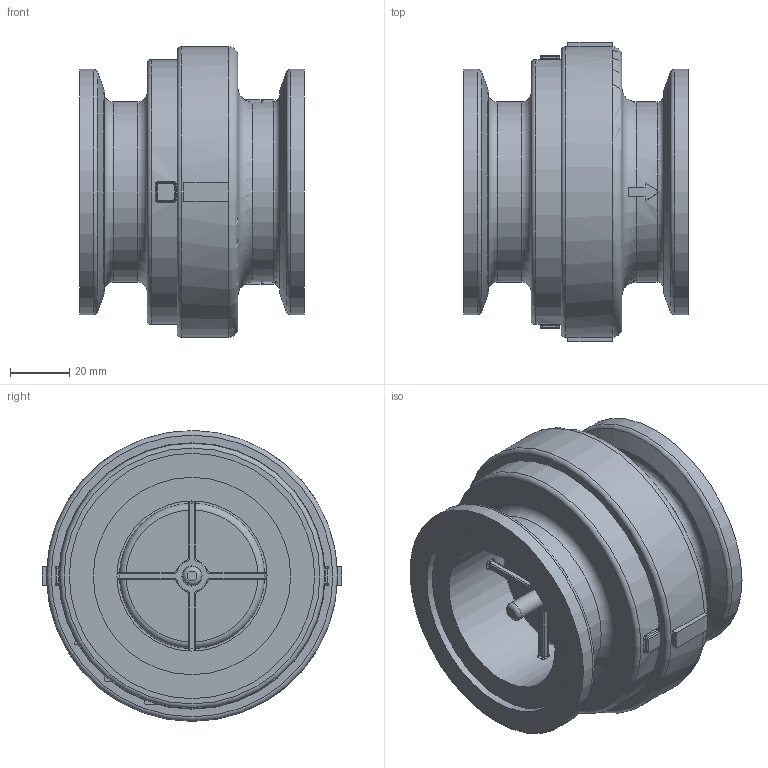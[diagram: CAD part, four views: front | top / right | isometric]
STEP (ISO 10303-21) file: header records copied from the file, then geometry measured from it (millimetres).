
FILE_DESCRIPTION(/* description */ ('2" FP MNFLD FEMALE CV BODY HALF'),/* implementation_level */ '2;1');
FILE_NAME(/* name */ 'MCV220.stp',/* time_stamp */ '2015-03-31T16:28:20-04:00',/* author */ ('mclevenger'),/* organization */ (''),/* preprocessor_version */ 'ST-DEVELOPER v15.6',/* originating_system */ 'Autodesk Inventor 2015',/* authorisation */ '');
FILE_SCHEMA (('AUTOMOTIVE_DESIGN { 1 0 10303 214 3 1 1 }'));
Length unit declared in the file: inch
Products named in the file (7): MCV25254X; MCV25254; MCV25256; CV25255; CV25275; CV251; MCV220
Assembly tree (6 placements, depth 3):
  MCV220
    MCV25254
      MCV25254X
    MCV25256
    CV25255
    CV25275
    CV251
Bounding box: 75.9 x 101.47 x 98.42 mm (x, y, z)
Volume: 204577.9 mm3; surface area: 92129.6 mm2
Topology: 5 solids, 5 shells, 352 faces, 850 edges, 502 vertices
Faces by surface type: cylinder 110, plane 95, torus 79, bspline 58, cone 10
Full cylindrical faces by diameter (mm): 4.762 x1, 5.08 x1, 6.35 x1, 6.858 x1, 34.925 x1, 36.512 x1, 49.212 x1, 50.8 x2, 56.356 x1, 56.363 x1, 60.96 x1, 66.802 x2, 73.914 x1, 81.026 x2, 82.55 x1, 83.058 x2, 89.687 x1, 90.17 x1, 98.425 x1
Entity records: 12353 total; most frequent: CARTESIAN_POINT 4488, DIRECTION 1650, ORIENTED_EDGE 1540, EDGE_CURVE 770, AXIS2_PLACEMENT_3D 714, VERTEX_POINT 490, EDGE_LOOP 440, CIRCLE 399
